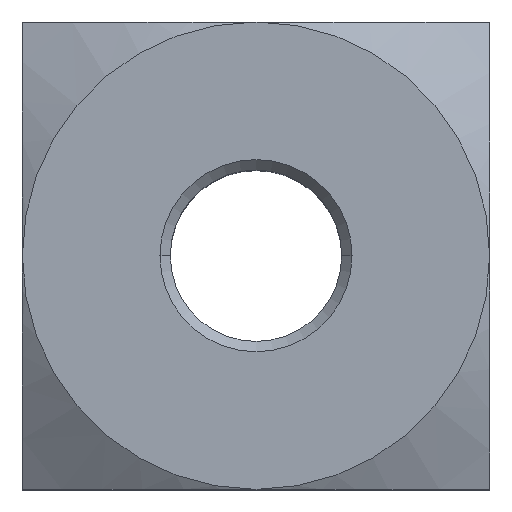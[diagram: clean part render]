
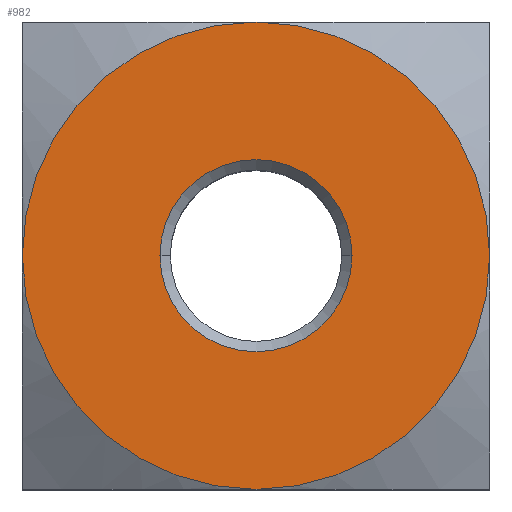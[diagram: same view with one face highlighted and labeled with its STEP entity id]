
A CAD part, top view. The second image highlights one B-rep face of the part: STEP entity #982.
In plain terms, the highlighted planar face has unit normal (0, 0, 1).
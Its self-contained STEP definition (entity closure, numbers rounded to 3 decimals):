
#197 = CARTESIAN_POINT ( 'NONE',  ( 0., 0., 7. ) ) ;
#198 = DIRECTION ( 'NONE',  ( 0., 0., -1. ) ) ;
#199 = DIRECTION ( 'NONE',  ( 1., 0., 0. ) ) ;
#481 = EDGE_CURVE ( 'NONE', #2253, #2254, #1952, .T. ) ;
#637 = CARTESIAN_POINT ( 'NONE',  ( -4.5, -4.5, 7. ) ) ;
#640 = FACE_BOUND ( 'NONE', #2217, .T. ) ;
#641 = FACE_OUTER_BOUND ( 'NONE', #2218, .T. ) ;
#642 = PLANE ( 'NONE',  #2085 ) ;
#644 = DIRECTION ( 'NONE',  ( 0., 0., 1. ) ) ;
#645 = DIRECTION ( 'NONE',  ( 1., 0., 0. ) ) ;
#783 = AXIS2_PLACEMENT_3D ( 'NONE', #1859, #1860, #1861 ) ;
#785 = CIRCLE ( 'NONE', #794, 4.5 ) ;
#791 = CIRCLE ( 'NONE', #801, 4.5 ) ;
#793 = CIRCLE ( 'NONE', #783, 4.5 ) ;
#794 = AXIS2_PLACEMENT_3D ( 'NONE', #1866, #1867, #1868 ) ;
#795 = AXIS2_PLACEMENT_3D ( 'NONE', #1862, #1863, #1864 ) ;
#799 = CIRCLE ( 'NONE', #795, 4.5 ) ;
#801 = AXIS2_PLACEMENT_3D ( 'NONE', #1871, #1872, #1873 ) ;
#891 = CARTESIAN_POINT ( 'NONE',  ( 0., 0., 7. ) ) ;
#892 = DIRECTION ( 'NONE',  ( 0., 0., -1. ) ) ;
#893 = DIRECTION ( 'NONE',  ( 1., 0., 0. ) ) ;
#948 = EDGE_CURVE ( 'NONE', #2254, #2253, #2074, .T. ) ;
#982 = ADVANCED_FACE ( 'NONE', ( #640, #641 ), #642, .T. ) ;
#1686 = EDGE_CURVE ( 'NONE', #1786, #1798, #793, .T. ) ;
#1687 = EDGE_CURVE ( 'NONE', #1787, #1786, #799, .T. ) ;
#1688 = EDGE_CURVE ( 'NONE', #1793, #1787, #785, .T. ) ;
#1689 = EDGE_CURVE ( 'NONE', #1798, #1793, #791, .T. ) ;
#1786 = VERTEX_POINT ( 'NONE', #1876 ) ;
#1787 = VERTEX_POINT ( 'NONE', #1877 ) ;
#1793 = VERTEX_POINT ( 'NONE', #1881 ) ;
#1798 = VERTEX_POINT ( 'NONE', #1886 ) ;
#1859 = CARTESIAN_POINT ( 'NONE',  ( 0., 0., 7. ) ) ;
#1860 = DIRECTION ( 'NONE',  ( 0., 0., -1. ) ) ;
#1861 = DIRECTION ( 'NONE',  ( 1., 0., 0. ) ) ;
#1862 = CARTESIAN_POINT ( 'NONE',  ( 0., 0., 7. ) ) ;
#1863 = DIRECTION ( 'NONE',  ( 0., 0., -1. ) ) ;
#1864 = DIRECTION ( 'NONE',  ( -1., 0., 0. ) ) ;
#1866 = CARTESIAN_POINT ( 'NONE',  ( 0., 0., 7. ) ) ;
#1867 = DIRECTION ( 'NONE',  ( 0., 0., -1. ) ) ;
#1868 = DIRECTION ( 'NONE',  ( 1., 0., 0. ) ) ;
#1871 = CARTESIAN_POINT ( 'NONE',  ( 0., 0., 7. ) ) ;
#1872 = DIRECTION ( 'NONE',  ( 0., 0., -1. ) ) ;
#1873 = DIRECTION ( 'NONE',  ( 1., 0., 0. ) ) ;
#1876 = CARTESIAN_POINT ( 'NONE',  ( 0., 4.5, 7. ) ) ;
#1877 = CARTESIAN_POINT ( 'NONE',  ( -4.5, 0., 7. ) ) ;
#1881 = CARTESIAN_POINT ( 'NONE',  ( 0., -4.5, 7. ) ) ;
#1886 = CARTESIAN_POINT ( 'NONE',  ( 4.5, 0., 7. ) ) ;
#1925 = CARTESIAN_POINT ( 'NONE',  ( -1.85, 0., 7. ) ) ;
#1926 = CARTESIAN_POINT ( 'NONE',  ( 1.85, 0., 7. ) ) ;
#1952 = CIRCLE ( 'NONE', #1995, 1.85 ) ;
#1995 = AXIS2_PLACEMENT_3D ( 'NONE', #891, #892, #893 ) ;
#2074 = CIRCLE ( 'NONE', #2080, 1.85 ) ;
#2080 = AXIS2_PLACEMENT_3D ( 'NONE', #197, #198, #199 ) ;
#2085 = AXIS2_PLACEMENT_3D ( 'NONE', #637, #644, #645 ) ;
#2217 = EDGE_LOOP ( 'NONE', ( #2288, #2287 ) ) ;
#2218 = EDGE_LOOP ( 'NONE', ( #2286, #2285, #2284, #2283 ) ) ;
#2253 = VERTEX_POINT ( 'NONE', #1925 ) ;
#2254 = VERTEX_POINT ( 'NONE', #1926 ) ;
#2283 = ORIENTED_EDGE ( 'NONE', *, *, #1688, .F. ) ;
#2284 = ORIENTED_EDGE ( 'NONE', *, *, #1687, .F. ) ;
#2285 = ORIENTED_EDGE ( 'NONE', *, *, #1686, .F. ) ;
#2286 = ORIENTED_EDGE ( 'NONE', *, *, #1689, .F. ) ;
#2287 = ORIENTED_EDGE ( 'NONE', *, *, #481, .T. ) ;
#2288 = ORIENTED_EDGE ( 'NONE', *, *, #948, .T. ) ;
